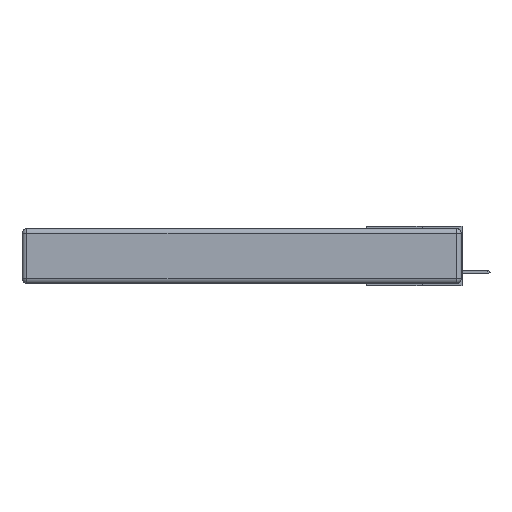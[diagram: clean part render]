
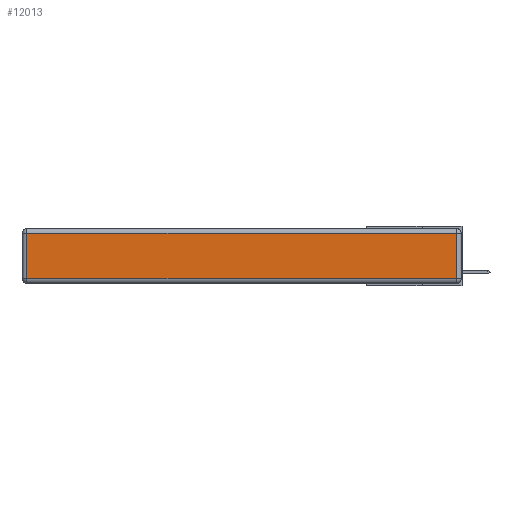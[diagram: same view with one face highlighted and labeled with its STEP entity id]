
A CAD part, left-side view. The second image highlights one B-rep face of the part: STEP entity #12013.
In plain terms, the highlighted planar face has unit normal (-1, 0, 0).
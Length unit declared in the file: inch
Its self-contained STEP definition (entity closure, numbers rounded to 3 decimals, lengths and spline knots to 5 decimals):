
#5 = CARTESIAN_POINT ( 'NONE',  ( 0., 2.75, -0.03 ) ) ;
#494 = DIRECTION ( 'NONE',  ( 0., 0., 1. ) ) ;
#524 = VERTEX_POINT ( 'NONE', #12421 ) ;
#565 = LINE ( 'NONE', #11386, #3298 ) ;
#1046 = AXIS2_PLACEMENT_3D ( 'NONE', #2019, #13262, #7016 ) ;
#1329 = VECTOR ( 'NONE', #494, 39.37008 ) ;
#2019 = CARTESIAN_POINT ( 'NONE',  ( 0., 0., -0.343 ) ) ;
#2249 = PLANE ( 'NONE',  #1046 ) ;
#2714 = EDGE_LOOP ( 'NONE', ( #13123, #3946, #7268, #15585 ) ) ;
#3117 = FACE_OUTER_BOUND ( 'NONE', #2714, .T. ) ;
#3298 = VECTOR ( 'NONE', #5126, 39.37008 ) ;
#3946 = ORIENTED_EDGE ( 'NONE', *, *, #12682, .T. ) ;
#5061 = VERTEX_POINT ( 'NONE', #10367 ) ;
#5126 = DIRECTION ( 'NONE',  ( 0., -1., 0. ) ) ;
#5581 = EDGE_CURVE ( 'NONE', #524, #5061, #565, .T. ) ;
#6277 = EDGE_CURVE ( 'NONE', #7389, #524, #15410, .T. ) ;
#6494 = CARTESIAN_POINT ( 'NONE',  ( 0., 0.03, -0.03 ) ) ;
#6790 = EDGE_CURVE ( 'NONE', #7337, #7389, #9092, .T. ) ;
#6885 = CARTESIAN_POINT ( 'NONE',  ( 0., 2.72, -0.03 ) ) ;
#7016 = DIRECTION ( 'NONE',  ( 0., 0., 1. ) ) ;
#7032 = LINE ( 'NONE', #15788, #1329 ) ;
#7268 = ORIENTED_EDGE ( 'NONE', *, *, #6790, .T. ) ;
#7337 = VERTEX_POINT ( 'NONE', #6494 ) ;
#7389 = VERTEX_POINT ( 'NONE', #6885 ) ;
#8103 = VECTOR ( 'NONE', #14952, 39.37008 ) ;
#9092 = LINE ( 'NONE', #5, #8103 ) ;
#10367 = CARTESIAN_POINT ( 'NONE',  ( 0., 0.03, -0.313 ) ) ;
#10452 = DIRECTION ( 'NONE',  ( 0., 0., -1. ) ) ;
#11386 = CARTESIAN_POINT ( 'NONE',  ( 0., 0., -0.313 ) ) ;
#12013 = ADVANCED_FACE ( 'NONE', ( #3117 ), #2249, .T. ) ;
#12084 = VECTOR ( 'NONE', #10452, 39.37008 ) ;
#12360 = CARTESIAN_POINT ( 'NONE',  ( 0., 2.72, -0.343 ) ) ;
#12421 = CARTESIAN_POINT ( 'NONE',  ( 0., 2.72, -0.313 ) ) ;
#12682 = EDGE_CURVE ( 'NONE', #5061, #7337, #7032, .T. ) ;
#13123 = ORIENTED_EDGE ( 'NONE', *, *, #5581, .T. ) ;
#13262 = DIRECTION ( 'NONE',  ( -1., 0., 0. ) ) ;
#14952 = DIRECTION ( 'NONE',  ( 0., 1., 0. ) ) ;
#15410 = LINE ( 'NONE', #12360, #12084 ) ;
#15585 = ORIENTED_EDGE ( 'NONE', *, *, #6277, .T. ) ;
#15788 = CARTESIAN_POINT ( 'NONE',  ( 0., 0.03, -0.343 ) ) ;
